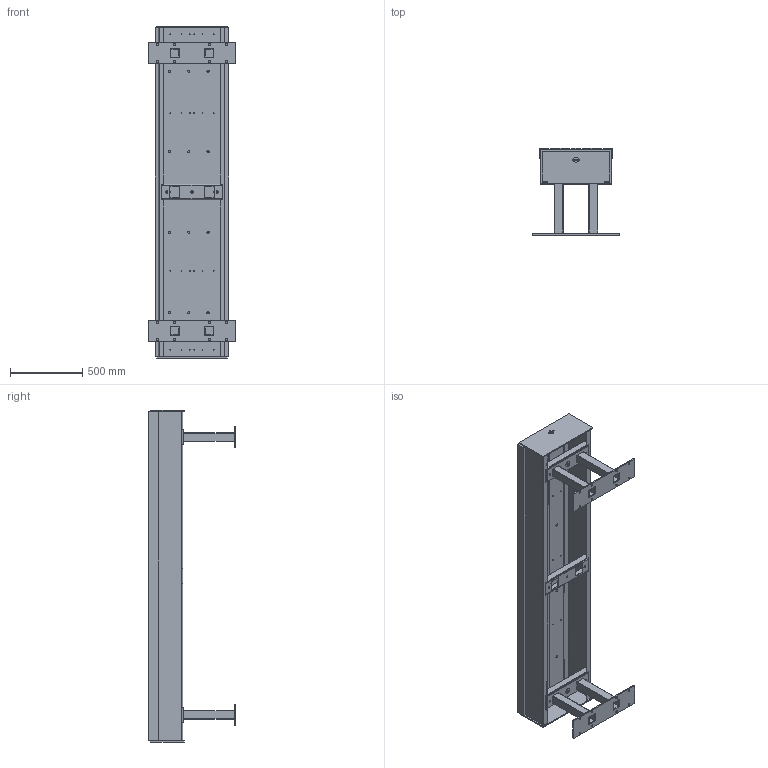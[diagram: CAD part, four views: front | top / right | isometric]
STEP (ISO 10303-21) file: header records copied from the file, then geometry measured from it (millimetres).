
FILE_DESCRIPTION (( 'STEP AP203' ), '1' );
FILE_NAME ('ARBE_2300S_Al.STEP', '2021-08-05T11:37:50', ( '' ), ( '' ), 'SwSTEP 2.0', 'SolidWorks 2020', '' );
FILE_SCHEMA (( 'CONFIG_CONTROL_DESIGN' ));
Length unit declared in the file: millimetre
Products named in the file (14): ARBE_2300S Seat plate_Al; ARBE_Leg_Al; ARBE_S Leg_Al; ARBE_S Top leg plate_Al; FURNS Brandtag sticker; ARBE_2300 Seat wood 3; ARBE_2300S_Al; ARBE_S Seat Reinf_Al; ARBE_2300 Seat wood 2; ARBE_S Side plate_Al; ARBE_S Ground plate_Al; ARBE_2300S Base_Al; ARBE_2300 Seat wood 1
Assembly tree (23 placements, depth 3):
  ARBE_2300S_Al
    ARBE_2300S Base_Al
      ARBE_2300S Seat plate_Al
      ARBE_S Side plate_Al  x2
      ARBE_S Seat Reinf_Al  x3
    ARBE_S Leg_Al
      ARBE_S Ground plate_Al
      ARBE_S Top leg plate_Al
      ARBE_Leg_Al  x2
    ARBE_S Leg_Al
      ARBE_S Ground plate_Al
      ARBE_S Top leg plate_Al
      ARBE_Leg_Al  x2
    ARBE_2300 Seat wood 1  x2
    ARBE_2300 Seat wood 2
    ARBE_2300 Seat wood 3  x2
    FURNS Brandtag sticker
Bounding box: 600 x 600 x 2300.15 mm (x, y, z)
Volume: 39742504 mm3; surface area: 9614109.7 mm2
Topology: 20 solids, 20 shells, 900 faces, 2458 edges, 1618 vertices
Faces by surface type: plane 539, cylinder 275, bspline 86
Entity records: 23534 total; most frequent: CARTESIAN_POINT 4927, ORIENTED_EDGE 3624, DIRECTION 3204, EDGE_CURVE 1812, LINE 1278, VECTOR 1278, VERTEX_POINT 1194, AXIS2_PLACEMENT_3D 963
